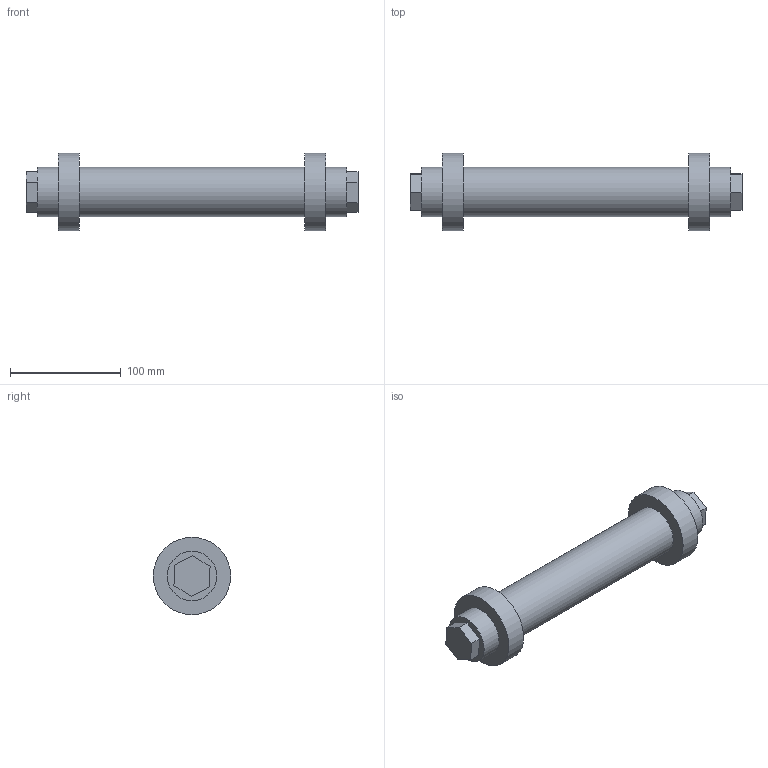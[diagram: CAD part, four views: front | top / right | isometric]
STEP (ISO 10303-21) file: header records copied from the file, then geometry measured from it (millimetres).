
FILE_DESCRIPTION( ( '' ), ' ' );
FILE_NAME( '5dd550b5e4eb0915523defed.step', '2019-11-20T14:41:57', ( '' ), ( '' ), ' ', ' ', ' ' );
FILE_SCHEMA( ( 'AUTOMOTIVE_DESIGN { 1 0 10303 214 1 1 1 1 }' ) );
Length unit declared in the file: metre
Products named in the file (3): Part 20; Part 36; Part 50
Bounding box: 299.27 x 69.85 x 69.85 mm (x, y, z)
Volume: 542527.3 mm3; surface area: 67248.5 mm2
Topology: 3 solids, 3 shells, 25 faces, 56 edges, 39 vertices
Faces by surface type: plane 20, cylinder 5
Full cylindrical faces by diameter (mm): 44.45 x2, 44.76 x1, 69.85 x2
Entity records: 874 total; most frequent: DIRECTION 112, CARTESIAN_POINT 108, ORIENTED_EDGE 92, EDGE_CURVE 46, AXIS2_PLACEMENT_3D 38, EDGE_LOOP 36, LINE 36, VECTOR 36
